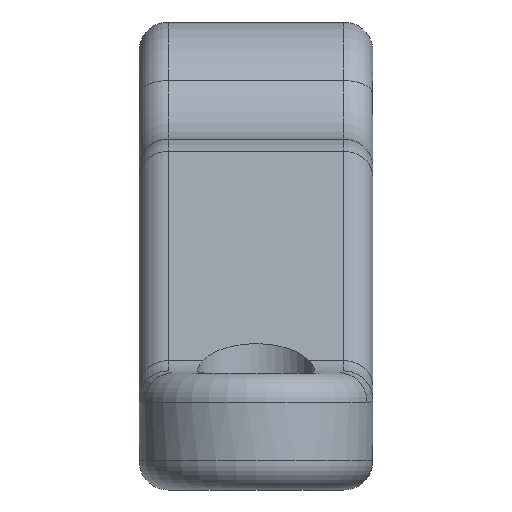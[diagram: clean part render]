
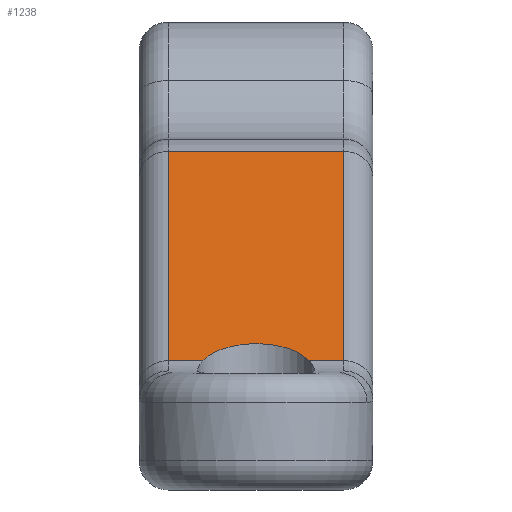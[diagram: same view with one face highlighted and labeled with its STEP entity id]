
A CAD part, left-side view. The second image highlights one B-rep face of the part: STEP entity #1238.
In plain terms, the highlighted planar face has unit normal (-0.447, 0, 0.894).
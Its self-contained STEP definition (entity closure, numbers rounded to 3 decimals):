
#17=ELLIPSE('',#1430,1.118,1.);
#162=FACE_OUTER_BOUND('',#241,.T.);
#241=EDGE_LOOP('',(#1070,#1071,#1072,#1073,#1074,#1075));
#272=LINE('',#2047,#335);
#273=LINE('',#2130,#336);
#282=LINE('',#2191,#345);
#284=LINE('',#2200,#347);
#306=LINE('',#2366,#369);
#335=VECTOR('',#1572,10.);
#336=VECTOR('',#1603,10.);
#345=VECTOR('',#1664,10.);
#347=VECTOR('',#1674,10.);
#369=VECTOR('',#1824,10.);
#528=VERTEX_POINT('',#2041);
#529=VERTEX_POINT('',#2045);
#538=VERTEX_POINT('',#2122);
#540=VERTEX_POINT('',#2128);
#556=VERTEX_POINT('',#2180);
#559=VERTEX_POINT('',#2199);
#654=EDGE_CURVE('',#529,#528,#272,.T.);
#670=EDGE_CURVE('',#540,#538,#273,.T.);
#697=EDGE_CURVE('',#556,#529,#282,.T.);
#701=EDGE_CURVE('',#538,#559,#284,.T.);
#764=EDGE_CURVE('',#559,#556,#17,.T.);
#765=EDGE_CURVE('',#528,#540,#306,.T.);
#1070=ORIENTED_EDGE('',*,*,#654,.F.);
#1071=ORIENTED_EDGE('',*,*,#697,.F.);
#1072=ORIENTED_EDGE('',*,*,#764,.F.);
#1073=ORIENTED_EDGE('',*,*,#701,.F.);
#1074=ORIENTED_EDGE('',*,*,#670,.F.);
#1075=ORIENTED_EDGE('',*,*,#765,.F.);
#1172=PLANE('',#1429);
#1238=ADVANCED_FACE('',(#162),#1172,.F.);
#1429=AXIS2_PLACEMENT_3D('',#2364,#1820,#1821);
#1430=AXIS2_PLACEMENT_3D('',#2365,#1822,#1823);
#1572=DIRECTION('',(0.894,0.,0.447));
#1603=DIRECTION('',(-0.894,0.,-0.447));
#1664=DIRECTION('',(0.,1.,0.));
#1674=DIRECTION('',(0.,1.,0.));
#1820=DIRECTION('center_axis',(0.447,0.,-0.894));
#1821=DIRECTION('ref_axis',(0.894,0.,0.447));
#1822=DIRECTION('center_axis',(-0.447,0.,0.894));
#1823=DIRECTION('ref_axis',(0.894,0.,0.447));
#1824=DIRECTION('',(0.,-1.,0.));
#2041=CARTESIAN_POINT('',(-67.422,66.5,5.789));
#2045=CARTESIAN_POINT('',(-74.578,66.5,2.211));
#2047=CARTESIAN_POINT('',(-65.,66.5,7.));
#2122=CARTESIAN_POINT('',(-74.578,63.5,2.211));
#2128=CARTESIAN_POINT('',(-67.422,63.5,5.789));
#2130=CARTESIAN_POINT('',(-75.4,63.5,1.8));
#2180=CARTESIAN_POINT('',(-74.578,65.906,2.211));
#2191=CARTESIAN_POINT('',(-74.578,67.,2.211));
#2199=CARTESIAN_POINT('',(-74.578,64.094,2.211));
#2200=CARTESIAN_POINT('',(-74.578,67.,2.211));
#2364=CARTESIAN_POINT('Origin',(-75.,67.,2.));
#2365=CARTESIAN_POINT('Origin',(-75.,65.,2.));
#2366=CARTESIAN_POINT('',(-67.422,64.5,5.789));
